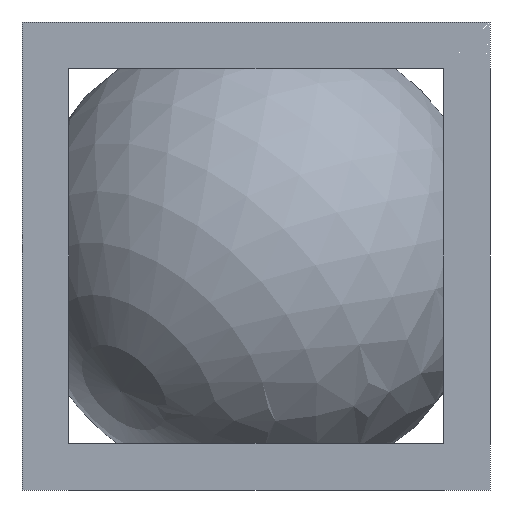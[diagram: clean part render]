
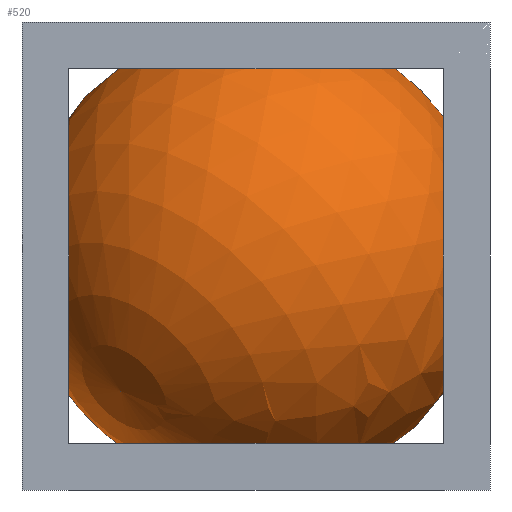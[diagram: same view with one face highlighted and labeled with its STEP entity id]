
A CAD part, front view. The second image highlights one B-rep face of the part: STEP entity #520.
In plain terms, the highlighted spherical face has radius 10 mm.
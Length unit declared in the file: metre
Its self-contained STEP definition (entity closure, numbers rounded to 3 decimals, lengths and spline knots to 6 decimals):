
#440=VERTEX_POINT('',#748);
#481=VERTEX_LOOP('',#440);
#482=FACE_BOUND('',#481,.T.);
#519=SPHERICAL_SURFACE('',#576,0.01);
#520=ADVANCED_FACE('',(#482),#519,.T.);
#576=AXIS2_PLACEMENT_3D('',#747,#610,#611);
#610=DIRECTION('',(-0.577,-0.577,-0.577));
#611=DIRECTION('',(0.816,-0.408,-0.408));
#747=CARTESIAN_POINT('',(0.,0.,0.01));
#748=CARTESIAN_POINT('',(0.005774,0.005774,0.015774));
